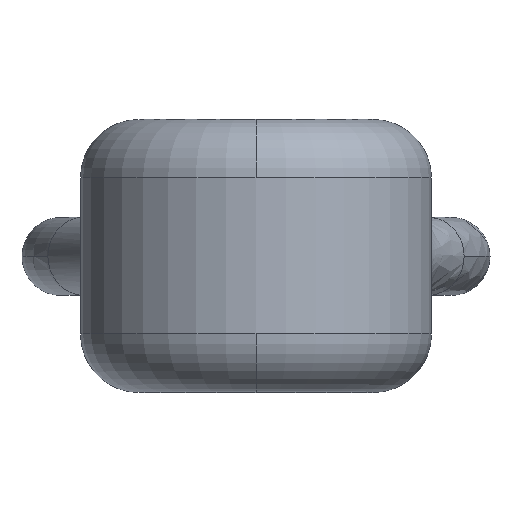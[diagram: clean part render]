
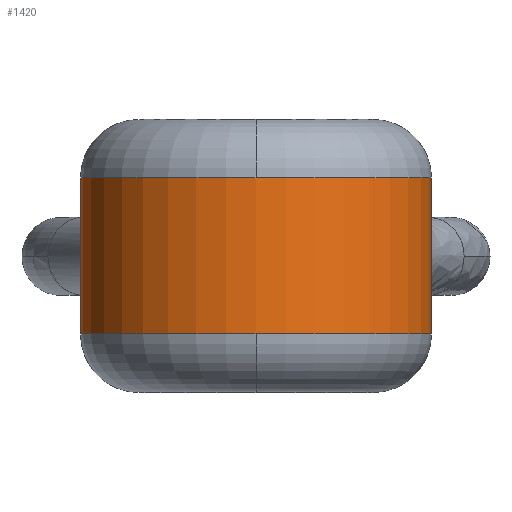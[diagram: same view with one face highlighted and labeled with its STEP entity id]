
A CAD part, top view. The second image highlights one B-rep face of the part: STEP entity #1420.
In plain terms, the highlighted cylindrical face has radius 4.5 mm (diameter 9 mm), a partial arc.
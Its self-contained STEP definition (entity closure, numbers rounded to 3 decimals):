
#668=CARTESIAN_POINT('',(0.,2.,12.0));
#669=VERTEX_POINT('',#668);
#695=CARTESIAN_POINT('',(-4.5,2.,7.5));
#696=VERTEX_POINT('',#695);
#704=CARTESIAN_POINT('',(0.,2.,7.5));
#705=DIRECTION('',(0.0,1.0,0.0));
#706=DIRECTION('',(-1.0,0.0,0.0));
#707=AXIS2_PLACEMENT_3D('',#704,#705,#706);
#708=CIRCLE('',#707,4.5);
#709=EDGE_CURVE('',#696,#669,#708,.T.);
#739=CARTESIAN_POINT('',(0.,-2.,12.0));
#740=VERTEX_POINT('',#739);
#748=CARTESIAN_POINT('',(-4.5,-2.,7.5));
#749=VERTEX_POINT('',#748);
#750=CARTESIAN_POINT('',(0.,-2.,7.5));
#751=DIRECTION('',(0.0,-1.0,0.0));
#752=DIRECTION('',(-1.0,0.0,0.0));
#753=AXIS2_PLACEMENT_3D('',#750,#751,#752);
#754=CIRCLE('',#753,4.5);
#755=EDGE_CURVE('',#740,#749,#754,.T.);
#772=CARTESIAN_POINT('',(4.5,-2.,7.5));
#773=VERTEX_POINT('',#772);
#774=CARTESIAN_POINT('',(4.5,2.,7.5));
#775=VERTEX_POINT('',#774);
#776=CARTESIAN_POINT('',(4.5,-2.,7.5));
#777=DIRECTION('',(0.0,1.0,0.0));
#778=VECTOR('',#777,4.0);
#779=LINE('',#776,#778);
#780=EDGE_CURVE('',#773,#775,#779,.T.);
#790=CARTESIAN_POINT('',(-4.5,-2.,7.5));
#791=DIRECTION('',(0.0,1.0,0.0));
#792=VECTOR('',#791,4.0);
#793=LINE('',#790,#792);
#794=EDGE_CURVE('',#749,#696,#793,.T.);
#1395=CARTESIAN_POINT('',(0.,0.,7.5));
#1396=DIRECTION('',(0.0,-1.0,0.));
#1397=DIRECTION('',(1.0,0.0,0.0));
#1398=AXIS2_PLACEMENT_3D('',#1395,#1396,#1397);
#1399=CYLINDRICAL_SURFACE('',#1398,4.5);
#1400=ORIENTED_EDGE('',*,*,#780,.T.);
#1401=CARTESIAN_POINT('',(0.,2.,7.5));
#1402=DIRECTION('',(0.0,1.0,0.0));
#1403=DIRECTION('',(-1.0,0.0,0.0));
#1404=AXIS2_PLACEMENT_3D('',#1401,#1402,#1403);
#1405=CIRCLE('',#1404,4.5);
#1406=EDGE_CURVE('',#669,#775,#1405,.T.);
#1407=ORIENTED_EDGE('',*,*,#1406,.F.);
#1408=ORIENTED_EDGE('',*,*,#709,.F.);
#1409=ORIENTED_EDGE('',*,*,#794,.F.);
#1410=ORIENTED_EDGE('',*,*,#755,.F.);
#1411=CARTESIAN_POINT('',(0.,-2.,7.5));
#1412=DIRECTION('',(0.0,-1.0,0.0));
#1413=DIRECTION('',(-1.0,0.0,0.0));
#1414=AXIS2_PLACEMENT_3D('',#1411,#1412,#1413);
#1415=CIRCLE('',#1414,4.5);
#1416=EDGE_CURVE('',#773,#740,#1415,.T.);
#1417=ORIENTED_EDGE('',*,*,#1416,.F.);
#1418=EDGE_LOOP('',(#1400,#1407,#1408,#1409,#1410,#1417));
#1419=FACE_OUTER_BOUND('',#1418,.T.);
#1420=ADVANCED_FACE('',(#1419),#1399,.T.);
